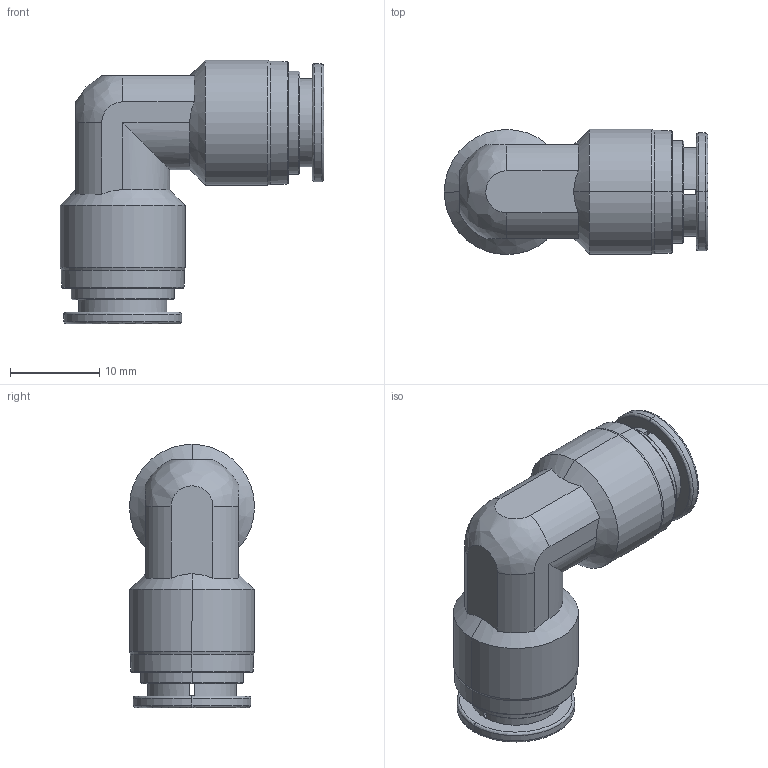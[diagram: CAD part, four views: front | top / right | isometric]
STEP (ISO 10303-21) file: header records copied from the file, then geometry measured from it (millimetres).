
FILE_DESCRIPTION (( 'STEP AP214' ), '1' );
FILE_NAME ('UL8M-SS.step', '2018-03-13T19:28:50', ( '' ), ( '' ), 'SwSTEP 2.0', 'SolidWorks 2017', '' );
FILE_SCHEMA (( 'AUTOMOTIVE_DESIGN' ));
Length unit declared in the file: inch
Products named in the file (1): UL8M-SS
Bounding box: 29.5 x 14 x 29.5 mm (x, y, z)
Volume: 3161.8 mm3; surface area: 3488.2 mm2
Topology: 1 solids, 1 shells, 105 faces, 254 edges, 156 vertices
Faces by surface type: cylinder 39, plane 28, cone 20, bspline 18
Entity records: 3593 total; most frequent: CARTESIAN_POINT 1138, DIRECTION 519, ORIENTED_EDGE 506, EDGE_CURVE 253, AXIS2_PLACEMENT_3D 211, VERTEX_POINT 156, CIRCLE 123, EDGE_LOOP 121
